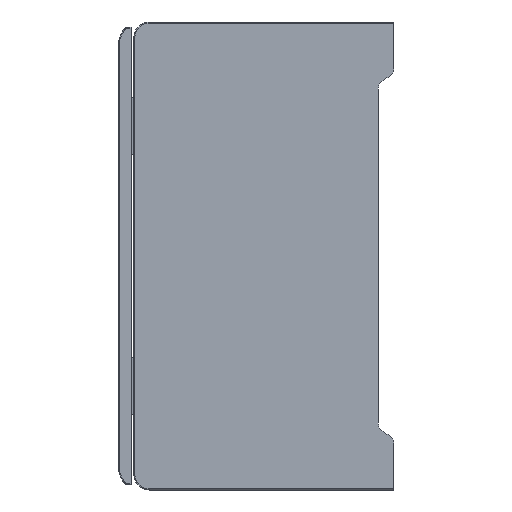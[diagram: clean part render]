
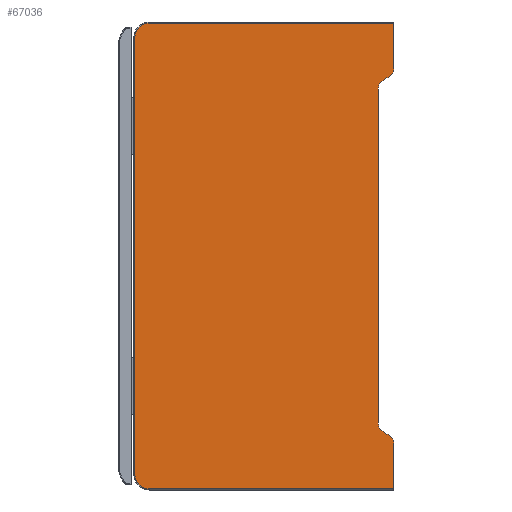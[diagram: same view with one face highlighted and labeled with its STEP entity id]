
A CAD part, left-side view. The second image highlights one B-rep face of the part: STEP entity #67036.
In plain terms, the highlighted planar face has unit normal (-1, 0, 0).
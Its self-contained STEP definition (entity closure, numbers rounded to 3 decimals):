
#20029=DIRECTION('',(0.,0.866,0.5));
#20030=VECTOR('',#20029,1.309);
#20031=CARTESIAN_POINT('',(-137.5,0.866,-34.5));
#20032=LINE('',#20031,#20030);
#20033=CARTESIAN_POINT('',(-137.5,1.732,-36.));
#20034=DIRECTION('',(1.,0.,0.));
#20035=DIRECTION('',(0.,-0.5,0.866));
#20036=AXIS2_PLACEMENT_3D('',#20033,#20034,#20035);
#20038=DIRECTION('',(0.,0.,-1.));
#20039=VECTOR('',#20038,8.8);
#20040=CARTESIAN_POINT('',(-137.5,0.,-36.));
#20041=LINE('',#20040,#20039);
#20042=DIRECTION('',(0.,1.,0.));
#20043=VECTOR('',#20042,47.);
#20044=CARTESIAN_POINT('',(-137.5,0.,-44.8));
#20045=LINE('',#20044,#20043);
#20046=CARTESIAN_POINT('',(-137.5,47.,-42.));
#20047=DIRECTION('',(1.,0.,0.));
#20048=DIRECTION('',(0.,0.,-1.));
#20049=AXIS2_PLACEMENT_3D('',#20046,#20047,#20048);
#20051=DIRECTION('',(0.,0.,1.));
#20052=VECTOR('',#20051,84.);
#20053=CARTESIAN_POINT('',(-137.5,49.8,-42.));
#20054=LINE('',#20053,#20052);
#20055=CARTESIAN_POINT('',(-137.5,47.,42.));
#20056=DIRECTION('',(1.,0.,0.));
#20057=DIRECTION('',(0.,1.,0.));
#20058=AXIS2_PLACEMENT_3D('',#20055,#20056,#20057);
#20060=DIRECTION('',(0.,-1.,0.));
#20061=VECTOR('',#20060,47.);
#20062=CARTESIAN_POINT('',(-137.5,47.,44.8));
#20063=LINE('',#20062,#20061);
#20064=DIRECTION('',(0.,0.,-1.));
#20065=VECTOR('',#20064,8.8);
#20066=CARTESIAN_POINT('',(-137.5,0.,44.8));
#20067=LINE('',#20066,#20065);
#20068=CARTESIAN_POINT('',(-137.5,1.732,36.));
#20069=DIRECTION('',(1.,0.,0.));
#20070=DIRECTION('',(0.,-1.,0.));
#20071=AXIS2_PLACEMENT_3D('',#20068,#20069,#20070);
#20073=DIRECTION('',(0.,-0.866,0.5));
#20074=VECTOR('',#20073,1.309);
#20075=CARTESIAN_POINT('',(-137.5,2.,33.845));
#20076=LINE('',#20075,#20074);
#20077=CARTESIAN_POINT('',(-137.5,1.,32.113));
#20078=DIRECTION('',(1.,0.,0.));
#20079=DIRECTION('',(0.,1.,0.));
#20080=AXIS2_PLACEMENT_3D('',#20077,#20078,#20079);
#20082=DIRECTION('',(0.,0.,1.));
#20083=VECTOR('',#20082,64.226);
#20084=CARTESIAN_POINT('',(-137.5,3.,-32.113));
#20085=LINE('',#20084,#20083);
#20086=CARTESIAN_POINT('',(-137.5,1.,-32.113));
#20087=DIRECTION('',(1.,0.,0.));
#20088=DIRECTION('',(0.,0.5,-0.866));
#20089=AXIS2_PLACEMENT_3D('',#20086,#20087,#20088);
#27052=CARTESIAN_POINT('',(-137.5,0.,44.8));
#27054=VERTEX_POINT('',#27052);
#27055=CARTESIAN_POINT('',(-137.5,47.,44.8));
#27056=VERTEX_POINT('',#27055);
#27061=CARTESIAN_POINT('',(-137.5,49.8,42.));
#27062=VERTEX_POINT('',#27061);
#27065=CARTESIAN_POINT('',(-137.5,49.8,-42.));
#27066=VERTEX_POINT('',#27065);
#27067=CARTESIAN_POINT('',(-137.5,0.,-44.8));
#27069=VERTEX_POINT('',#27067);
#27073=CARTESIAN_POINT('',(-137.5,47.,-44.8));
#27074=VERTEX_POINT('',#27073);
#27781=CARTESIAN_POINT('',(-137.5,0.866,-34.5));
#27782=CARTESIAN_POINT('',(-137.5,2.,-33.845));
#27783=VERTEX_POINT('',#27781);
#27784=VERTEX_POINT('',#27782);
#27785=CARTESIAN_POINT('',(-137.5,3.,-32.113));
#27786=VERTEX_POINT('',#27785);
#27787=CARTESIAN_POINT('',(-137.5,3.,32.113));
#27788=VERTEX_POINT('',#27787);
#27789=CARTESIAN_POINT('',(-137.5,2.,33.845));
#27790=VERTEX_POINT('',#27789);
#27791=CARTESIAN_POINT('',(-137.5,0.866,34.5));
#27792=VERTEX_POINT('',#27791);
#27793=CARTESIAN_POINT('',(-137.5,0.,36.));
#27794=VERTEX_POINT('',#27793);
#27795=CARTESIAN_POINT('',(-137.5,0.,-36.));
#27796=VERTEX_POINT('',#27795);
#67012=CARTESIAN_POINT('',(-137.5,0.,-45.));
#67013=DIRECTION('',(-1.,0.,0.));
#67014=DIRECTION('',(0.,0.,1.));
#67015=AXIS2_PLACEMENT_3D('',#67012,#67013,#67014);
#67016=PLANE('',#67015);
#67017=ORIENTED_EDGE('',*,*,#50320,.F.);
#67019=ORIENTED_EDGE('',*,*,#67018,.T.);
#67020=ORIENTED_EDGE('',*,*,#50236,.T.);
#67021=ORIENTED_EDGE('',*,*,#50184,.T.);
#67022=ORIENTED_EDGE('',*,*,#49666,.T.);
#67023=ORIENTED_EDGE('',*,*,#49689,.T.);
#67024=ORIENTED_EDGE('',*,*,#49711,.T.);
#67025=ORIENTED_EDGE('',*,*,#66998,.T.);
#67026=ORIENTED_EDGE('',*,*,#50203,.T.);
#67027=ORIENTED_EDGE('',*,*,#50258,.T.);
#67029=ORIENTED_EDGE('',*,*,#67028,.F.);
#67031=ORIENTED_EDGE('',*,*,#67030,.F.);
#67032=ORIENTED_EDGE('',*,*,#50362,.F.);
#67033=ORIENTED_EDGE('',*,*,#50341,.F.);
#67034=EDGE_LOOP('',(#67017,#67019,#67020,#67021,#67022,#67023,#67024,#67025,
#67026,#67027,#67029,#67031,#67032,#67033));
#67035=FACE_OUTER_BOUND('',#67034,.F.);
#67036=ADVANCED_FACE('',(#67035),#67016,.T.);
#20037=CIRCLE('',#20036,1.732);
#20050=CIRCLE('',#20049,2.8);
#20059=CIRCLE('',#20058,2.8);
#20072=CIRCLE('',#20071,1.732);
#20081=CIRCLE('',#20080,2.);
#20090=CIRCLE('',#20089,2.);
#49666=EDGE_CURVE('',#27074,#27066,#20050,.T.);
#49689=EDGE_CURVE('',#27066,#27062,#20054,.T.);
#49711=EDGE_CURVE('',#27062,#27056,#20059,.T.);
#50184=EDGE_CURVE('',#27069,#27074,#20045,.T.);
#50203=EDGE_CURVE('',#27054,#27794,#20067,.T.);
#50236=EDGE_CURVE('',#27796,#27069,#20041,.T.);
#50258=EDGE_CURVE('',#27794,#27792,#20072,.T.);
#50320=EDGE_CURVE('',#27783,#27784,#20032,.T.);
#50341=EDGE_CURVE('',#27784,#27786,#20090,.T.);
#50362=EDGE_CURVE('',#27786,#27788,#20085,.T.);
#66998=EDGE_CURVE('',#27056,#27054,#20063,.T.);
#67018=EDGE_CURVE('',#27783,#27796,#20037,.T.);
#67028=EDGE_CURVE('',#27790,#27792,#20076,.T.);
#67030=EDGE_CURVE('',#27788,#27790,#20081,.T.);
